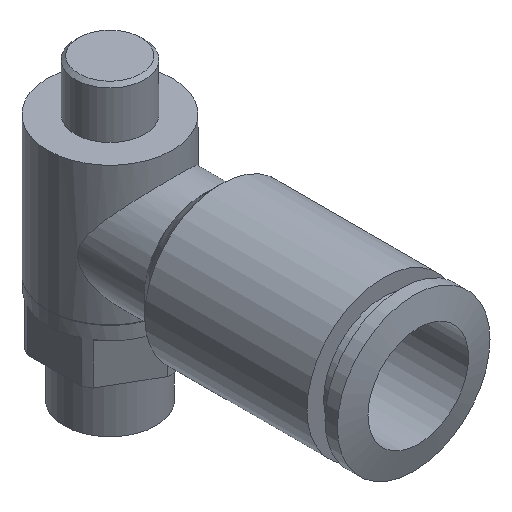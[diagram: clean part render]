
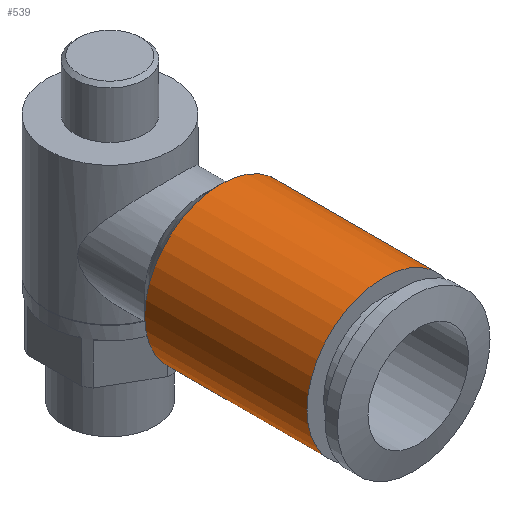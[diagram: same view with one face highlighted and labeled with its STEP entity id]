
A CAD part, isometric view. The second image highlights one B-rep face of the part: STEP entity #539.
In plain terms, the highlighted cylindrical face has radius 5.5 mm (diameter 11 mm), a full revolution.
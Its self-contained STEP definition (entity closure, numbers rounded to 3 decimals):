
#27=CYLINDRICAL_SURFACE('',#604,5.5);
#124=ORIENTED_EDGE('',*,*,#252,.T.);
#125=ORIENTED_EDGE('',*,*,#251,.T.);
#251=EDGE_CURVE('',#318,#318,#363,.T.);
#252=EDGE_CURVE('',#319,#319,#364,.T.);
#318=VERTEX_POINT('',#880);
#319=VERTEX_POINT('',#883);
#363=CIRCLE('',#603,5.5);
#364=CIRCLE('',#605,5.5);
#404=EDGE_LOOP('',(#124));
#405=EDGE_LOOP('',(#125));
#462=FACE_BOUND('',#404,.T.);
#463=FACE_BOUND('',#405,.T.);
#539=ADVANCED_FACE('',(#462,#463),#27,.T.);
#603=AXIS2_PLACEMENT_3D('',#879,#710,#711);
#604=AXIS2_PLACEMENT_3D('',#881,#712,#713);
#605=AXIS2_PLACEMENT_3D('',#882,#714,#715);
#710=DIRECTION('',(0.,1.,0.));
#711=DIRECTION('',(1.,0.,0.));
#712=DIRECTION('',(0.,-1.,0.));
#713=DIRECTION('',(1.,0.,0.));
#714=DIRECTION('',(0.,-1.,0.));
#715=DIRECTION('',(-1.,0.,0.));
#879=CARTESIAN_POINT('',(0.,-19.7,-0.854));
#880=CARTESIAN_POINT('',(5.5,-19.7,-0.854));
#881=CARTESIAN_POINT('',(0.,2.,-0.854));
#882=CARTESIAN_POINT('',(0.,-8.,-0.854));
#883=CARTESIAN_POINT('',(-5.5,-8.,-0.854));
